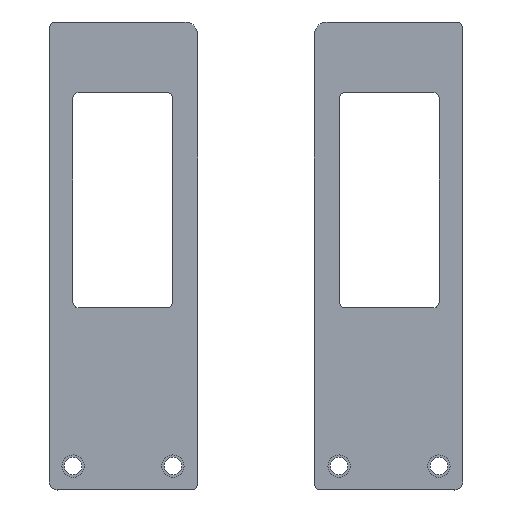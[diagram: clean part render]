
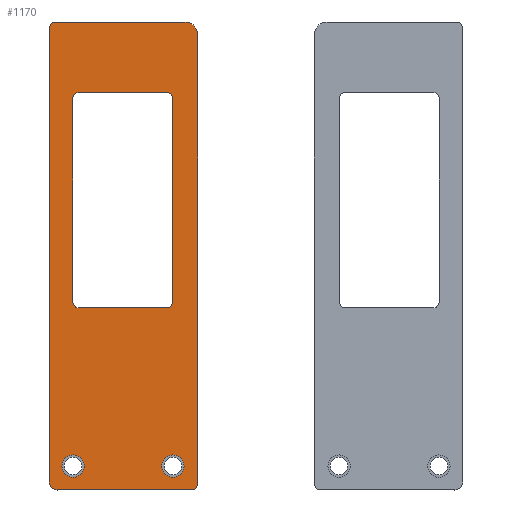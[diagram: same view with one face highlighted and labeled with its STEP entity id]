
A CAD part, top view. The second image highlights one B-rep face of the part: STEP entity #1170.
In plain terms, the highlighted planar face has unit normal (0, 0, 1).
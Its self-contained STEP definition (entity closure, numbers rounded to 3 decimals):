
#20=FACE_BOUND('',#232,.T.);
#21=FACE_BOUND('',#233,.T.);
#22=FACE_BOUND('',#234,.T.);
#36=CIRCLE('',#1223,0.8);
#38=CIRCLE('',#1227,0.8);
#40=CIRCLE('',#1231,0.8);
#42=CIRCLE('',#1235,0.8);
#57=CIRCLE('',#1264,1.4);
#58=CIRCLE('',#1266,1.4);
#60=CIRCLE('',#1270,0.8);
#62=CIRCLE('',#1274,1.);
#64=CIRCLE('',#1278,0.8);
#66=CIRCLE('',#1282,1.6);
#162=FACE_OUTER_BOUND('',#231,.T.);
#231=EDGE_LOOP('',(#901,#902,#903,#904,#905,#906,#907,#908));
#232=EDGE_LOOP('',(#909,#910,#911,#912,#913,#914,#915,#916));
#233=EDGE_LOOP('',(#917));
#234=EDGE_LOOP('',(#918));
#283=LINE('',#1724,#387);
#287=LINE('',#1736,#391);
#291=LINE('',#1748,#395);
#295=LINE('',#1760,#399);
#319=LINE('',#1847,#423);
#323=LINE('',#1859,#427);
#327=LINE('',#1871,#431);
#331=LINE('',#1883,#435);
#387=VECTOR('',#1356,10.);
#391=VECTOR('',#1368,10.);
#395=VECTOR('',#1380,10.);
#399=VECTOR('',#1392,10.);
#423=VECTOR('',#1486,10.);
#427=VECTOR('',#1498,10.);
#431=VECTOR('',#1510,10.);
#435=VECTOR('',#1522,10.);
#491=VERTEX_POINT('',#1721);
#492=VERTEX_POINT('',#1723);
#494=VERTEX_POINT('',#1729);
#496=VERTEX_POINT('',#1735);
#498=VERTEX_POINT('',#1741);
#500=VERTEX_POINT('',#1747);
#502=VERTEX_POINT('',#1753);
#504=VERTEX_POINT('',#1759);
#527=VERTEX_POINT('',#1833);
#528=VERTEX_POINT('',#1837);
#531=VERTEX_POINT('',#1844);
#532=VERTEX_POINT('',#1846);
#534=VERTEX_POINT('',#1852);
#536=VERTEX_POINT('',#1858);
#538=VERTEX_POINT('',#1864);
#540=VERTEX_POINT('',#1870);
#542=VERTEX_POINT('',#1876);
#544=VERTEX_POINT('',#1882);
#603=EDGE_CURVE('',#492,#491,#283,.T.);
#606=EDGE_CURVE('',#494,#492,#36,.T.);
#609=EDGE_CURVE('',#496,#494,#287,.T.);
#612=EDGE_CURVE('',#498,#496,#38,.T.);
#615=EDGE_CURVE('',#500,#498,#291,.T.);
#618=EDGE_CURVE('',#502,#500,#40,.T.);
#621=EDGE_CURVE('',#504,#502,#295,.T.);
#624=EDGE_CURVE('',#491,#504,#42,.T.);
#657=EDGE_CURVE('',#527,#527,#57,.T.);
#659=EDGE_CURVE('',#528,#528,#58,.T.);
#663=EDGE_CURVE('',#532,#531,#319,.T.);
#666=EDGE_CURVE('',#534,#532,#60,.T.);
#669=EDGE_CURVE('',#536,#534,#323,.T.);
#672=EDGE_CURVE('',#538,#536,#62,.T.);
#675=EDGE_CURVE('',#540,#538,#327,.T.);
#678=EDGE_CURVE('',#542,#540,#64,.T.);
#681=EDGE_CURVE('',#544,#542,#331,.T.);
#684=EDGE_CURVE('',#531,#544,#66,.T.);
#901=ORIENTED_EDGE('',*,*,#684,.T.);
#902=ORIENTED_EDGE('',*,*,#681,.T.);
#903=ORIENTED_EDGE('',*,*,#678,.T.);
#904=ORIENTED_EDGE('',*,*,#675,.T.);
#905=ORIENTED_EDGE('',*,*,#672,.T.);
#906=ORIENTED_EDGE('',*,*,#669,.T.);
#907=ORIENTED_EDGE('',*,*,#666,.T.);
#908=ORIENTED_EDGE('',*,*,#663,.T.);
#909=ORIENTED_EDGE('',*,*,#624,.T.);
#910=ORIENTED_EDGE('',*,*,#621,.T.);
#911=ORIENTED_EDGE('',*,*,#618,.T.);
#912=ORIENTED_EDGE('',*,*,#615,.T.);
#913=ORIENTED_EDGE('',*,*,#612,.T.);
#914=ORIENTED_EDGE('',*,*,#609,.T.);
#915=ORIENTED_EDGE('',*,*,#606,.T.);
#916=ORIENTED_EDGE('',*,*,#603,.T.);
#917=ORIENTED_EDGE('',*,*,#659,.T.);
#918=ORIENTED_EDGE('',*,*,#657,.T.);
#1120=PLANE('',#1283);
#1170=ADVANCED_FACE('',(#162,#20,#21,#22),#1120,.T.);
#1223=AXIS2_PLACEMENT_3D('',#1730,#1362,#1363);
#1227=AXIS2_PLACEMENT_3D('',#1742,#1374,#1375);
#1231=AXIS2_PLACEMENT_3D('',#1754,#1386,#1387);
#1235=AXIS2_PLACEMENT_3D('',#1764,#1398,#1399);
#1264=AXIS2_PLACEMENT_3D('',#1834,#1474,#1475);
#1266=AXIS2_PLACEMENT_3D('',#1838,#1479,#1480);
#1270=AXIS2_PLACEMENT_3D('',#1853,#1492,#1493);
#1274=AXIS2_PLACEMENT_3D('',#1865,#1504,#1505);
#1278=AXIS2_PLACEMENT_3D('',#1877,#1516,#1517);
#1282=AXIS2_PLACEMENT_3D('',#1887,#1528,#1529);
#1283=AXIS2_PLACEMENT_3D('',#1888,#1530,#1531);
#1356=DIRECTION('',(0.,-1.,0.));
#1362=DIRECTION('center_axis',(0.,0.,-1.));
#1363=DIRECTION('ref_axis',(1.,0.,0.));
#1368=DIRECTION('',(1.,0.,0.));
#1374=DIRECTION('center_axis',(0.,0.,-1.));
#1375=DIRECTION('ref_axis',(0.,1.,0.));
#1380=DIRECTION('',(0.,1.,0.));
#1386=DIRECTION('center_axis',(0.,0.,-1.));
#1387=DIRECTION('ref_axis',(-1.,0.,0.));
#1392=DIRECTION('',(-1.,0.,0.));
#1398=DIRECTION('center_axis',(0.,0.,-1.));
#1399=DIRECTION('ref_axis',(0.,-1.,0.));
#1474=DIRECTION('center_axis',(0.,0.,-1.));
#1475=DIRECTION('ref_axis',(1.,0.,0.));
#1479=DIRECTION('center_axis',(0.,0.,-1.));
#1480=DIRECTION('ref_axis',(1.,0.,0.));
#1486=DIRECTION('',(0.,1.,0.));
#1492=DIRECTION('center_axis',(0.,0.,1.));
#1493=DIRECTION('ref_axis',(0.,-1.,0.));
#1498=DIRECTION('',(1.,0.,0.));
#1504=DIRECTION('center_axis',(0.,0.,1.));
#1505=DIRECTION('ref_axis',(-1.,0.,0.));
#1510=DIRECTION('',(0.,-1.,0.));
#1516=DIRECTION('center_axis',(0.,0.,1.));
#1517=DIRECTION('ref_axis',(0.,1.,0.));
#1522=DIRECTION('',(-1.,0.,0.));
#1528=DIRECTION('center_axis',(0.,0.,1.));
#1529=DIRECTION('ref_axis',(1.,0.,0.));
#1530=DIRECTION('center_axis',(0.,0.,1.));
#1531=DIRECTION('ref_axis',(1.,0.,0.));
#1721=CARTESIAN_POINT('',(-10.45,40.1,1.5));
#1723=CARTESIAN_POINT('',(-10.45,65.5,1.5));
#1724=CARTESIAN_POINT('',(-10.45,40.1,1.5));
#1729=CARTESIAN_POINT('',(-11.25,66.3,1.5));
#1730=CARTESIAN_POINT('Origin',(-11.25,65.5,1.5));
#1735=CARTESIAN_POINT('',(-22.15,66.3,1.5));
#1736=CARTESIAN_POINT('',(-22.15,66.3,1.5));
#1741=CARTESIAN_POINT('',(-22.95,65.5,1.5));
#1742=CARTESIAN_POINT('Origin',(-22.15,65.5,1.5));
#1747=CARTESIAN_POINT('',(-22.95,40.1,1.5));
#1748=CARTESIAN_POINT('',(-22.95,65.5,1.5));
#1753=CARTESIAN_POINT('',(-22.15,39.3,1.5));
#1754=CARTESIAN_POINT('Origin',(-22.15,40.1,1.5));
#1759=CARTESIAN_POINT('',(-11.25,39.3,1.5));
#1760=CARTESIAN_POINT('',(-11.25,39.3,1.5));
#1764=CARTESIAN_POINT('Origin',(-11.25,40.1,1.5));
#1833=CARTESIAN_POINT('',(-11.8,19.5,1.5));
#1834=CARTESIAN_POINT('Origin',(-10.4,19.5,1.5));
#1837=CARTESIAN_POINT('',(-24.3,19.5,1.5));
#1838=CARTESIAN_POINT('Origin',(-22.9,19.5,1.5));
#1844=CARTESIAN_POINT('',(-7.3,73.5,1.5));
#1846=CARTESIAN_POINT('',(-7.3,17.3,1.5));
#1847=CARTESIAN_POINT('',(-7.3,73.5,1.5));
#1852=CARTESIAN_POINT('',(-8.1,16.5,1.5));
#1853=CARTESIAN_POINT('Origin',(-8.1,17.3,1.5));
#1858=CARTESIAN_POINT('',(-24.9,16.5,1.5));
#1859=CARTESIAN_POINT('',(-24.9,16.5,1.5));
#1864=CARTESIAN_POINT('',(-25.9,17.5,1.5));
#1865=CARTESIAN_POINT('Origin',(-24.9,17.5,1.5));
#1870=CARTESIAN_POINT('',(-25.9,74.3,1.5));
#1871=CARTESIAN_POINT('',(-25.9,17.5,1.5));
#1876=CARTESIAN_POINT('',(-25.1,75.1,1.5));
#1877=CARTESIAN_POINT('Origin',(-25.1,74.3,1.5));
#1882=CARTESIAN_POINT('',(-8.9,75.1,1.5));
#1883=CARTESIAN_POINT('',(-8.9,75.1,1.5));
#1887=CARTESIAN_POINT('Origin',(-8.9,73.5,1.5));
#1888=CARTESIAN_POINT('Origin',(-16.6,45.8,1.5));
